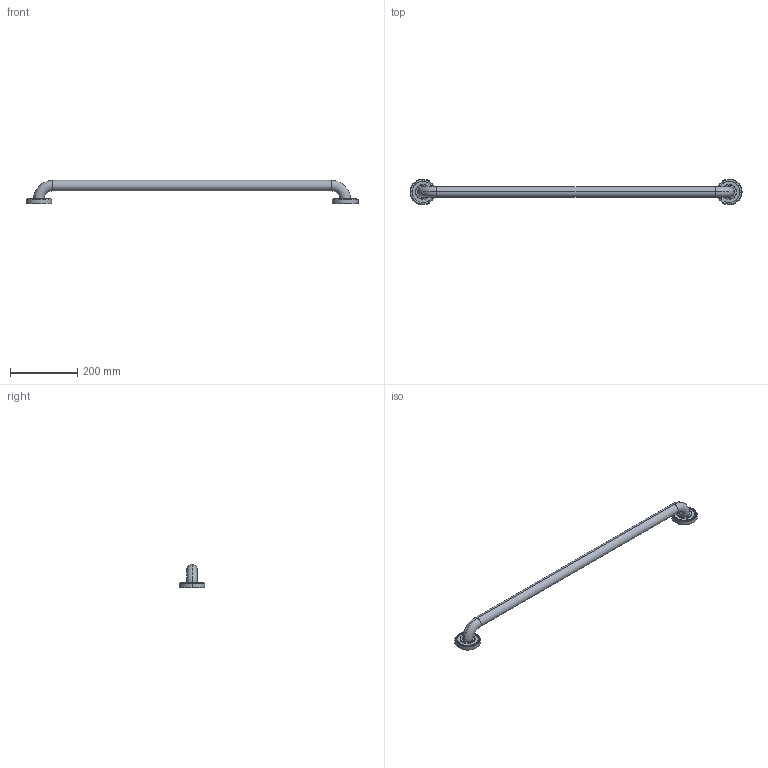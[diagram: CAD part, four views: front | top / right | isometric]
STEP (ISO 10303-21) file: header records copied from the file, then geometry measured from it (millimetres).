
FILE_DESCRIPTION((''),'2;1');
FILE_NAME('1020-3936_SW0001','2021-07-09T12:35:56',('jinson.thomas'),(''),'CREO PARAMETRIC BY PTC INC, 2018400','CREO PARAMETRIC BY PTC INC, 2018400','');
FILE_SCHEMA(('CONFIG_CONTROL_DESIGN'));
Length unit declared in the file: inch
Products named in the file (1): 1020-3936_SW0001
Bounding box: 990.6 x 76.2 x 69.6 mm (x, y, z)
Volume: 881925.7 mm3; surface area: 119100.6 mm2
Topology: 1 solids, 1 shells, 106 faces, 282 edges, 184 vertices
Faces by surface type: bspline 76, torus 12, cylinder 10, plane 8
Entity records: 8214 total; most frequent: CARTESIAN_POINT 6264, ORIENTED_EDGE 564, EDGE_CURVE 282, B_SPLINE_CURVE_WITH_KNOTS 232, VERTEX_POINT 184, DIRECTION 150, EDGE_LOOP 112, FACE_OUTER_BOUND 106
